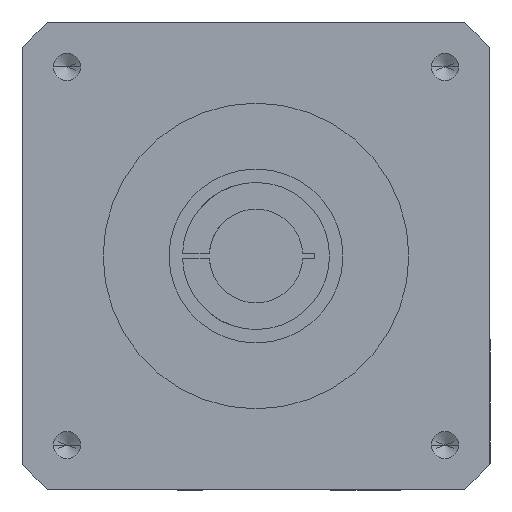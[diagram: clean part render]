
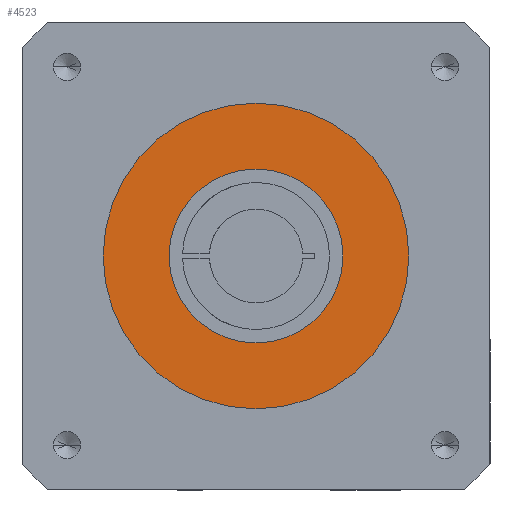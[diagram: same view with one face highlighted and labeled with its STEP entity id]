
A CAD part, front view. The second image highlights one B-rep face of the part: STEP entity #4523.
In plain terms, the highlighted face is planar.
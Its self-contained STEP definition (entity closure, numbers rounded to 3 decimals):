
#403 = VERTEX_POINT ( 'NONE', #3964 ) ;
#421 = CARTESIAN_POINT ( 'NONE',  ( 0., 70., 32.5 ) ) ;
#583 = FACE_OUTER_BOUND ( 'NONE', #1497, .T. ) ;
#875 = CIRCLE ( 'NONE', #5179, 57.15 ) ;
#1072 = DIRECTION ( 'NONE',  ( 0., 1., 0. ) ) ;
#1440 = CARTESIAN_POINT ( 'NONE',  ( 0., 70., 0. ) ) ;
#1497 = EDGE_LOOP ( 'NONE', ( #2712, #3489 ) ) ;
#1516 = DIRECTION ( 'NONE',  ( 0., 1., 0. ) ) ;
#1530 = VERTEX_POINT ( 'NONE', #421 ) ;
#1544 = DIRECTION ( 'NONE',  ( 0., 1., 0. ) ) ;
#1836 = CIRCLE ( 'NONE', #4066, 32.5 ) ;
#1886 = CARTESIAN_POINT ( 'NONE',  ( 0., 70., 0. ) ) ;
#1946 = DIRECTION ( 'NONE',  ( 0., 0., 1. ) ) ;
#1950 = CARTESIAN_POINT ( 'NONE',  ( 0., 70., 57.15 ) ) ;
#2004 = CARTESIAN_POINT ( 'NONE',  ( 0., 70., -32.5 ) ) ;
#2040 = ORIENTED_EDGE ( 'NONE', *, *, #2963, .F. ) ;
#2243 = EDGE_CURVE ( 'NONE', #403, #3993, #2870, .T. ) ;
#2270 = ORIENTED_EDGE ( 'NONE', *, *, #2786, .F. ) ;
#2317 = DIRECTION ( 'NONE',  ( 0., 0., 1. ) ) ;
#2653 = PLANE ( 'NONE',  #5074 ) ;
#2712 = ORIENTED_EDGE ( 'NONE', *, *, #3823, .T. ) ;
#2786 = EDGE_CURVE ( 'NONE', #3022, #1530, #1836, .T. ) ;
#2870 = CIRCLE ( 'NONE', #5270, 57.15 ) ;
#2963 = EDGE_CURVE ( 'NONE', #1530, #3022, #3696, .T. ) ;
#2970 = EDGE_LOOP ( 'NONE', ( #2040, #2270 ) ) ;
#3022 = VERTEX_POINT ( 'NONE', #2004 ) ;
#3175 = DIRECTION ( 'NONE',  ( 0., 1., 0. ) ) ;
#3489 = ORIENTED_EDGE ( 'NONE', *, *, #2243, .T. ) ;
#3549 = CARTESIAN_POINT ( 'NONE',  ( 0., 70., 0. ) ) ;
#3696 = CIRCLE ( 'NONE', #4170, 32.5 ) ;
#3823 = EDGE_CURVE ( 'NONE', #3993, #403, #875, .T. ) ;
#3964 = CARTESIAN_POINT ( 'NONE',  ( 0., 70., -57.15 ) ) ;
#3993 = VERTEX_POINT ( 'NONE', #1950 ) ;
#4065 = CARTESIAN_POINT ( 'NONE',  ( 0., 70., 0. ) ) ;
#4066 = AXIS2_PLACEMENT_3D ( 'NONE', #1886, #1072, #4699 ) ;
#4170 = AXIS2_PLACEMENT_3D ( 'NONE', #5175, #1516, #4391 ) ;
#4391 = DIRECTION ( 'NONE',  ( 0., 0., 1. ) ) ;
#4431 = FACE_BOUND ( 'NONE', #2970, .T. ) ;
#4523 = ADVANCED_FACE ( 'NONE', ( #4431, #583 ), #2653, .T. ) ;
#4699 = DIRECTION ( 'NONE',  ( 0., 0., 1. ) ) ;
#4707 = DIRECTION ( 'NONE',  ( 0., 1., 0. ) ) ;
#5074 = AXIS2_PLACEMENT_3D ( 'NONE', #1440, #4707, #1946 ) ;
#5175 = CARTESIAN_POINT ( 'NONE',  ( 0., 70., 0. ) ) ;
#5179 = AXIS2_PLACEMENT_3D ( 'NONE', #4065, #1544, #5260 ) ;
#5260 = DIRECTION ( 'NONE',  ( 0., 0., 1. ) ) ;
#5270 = AXIS2_PLACEMENT_3D ( 'NONE', #3549, #3175, #2317 ) ;
